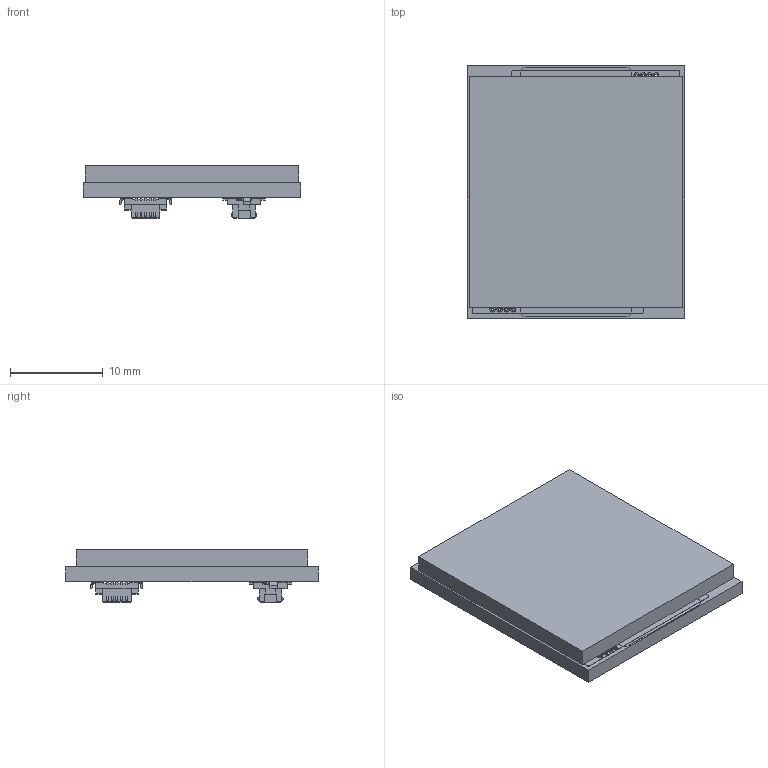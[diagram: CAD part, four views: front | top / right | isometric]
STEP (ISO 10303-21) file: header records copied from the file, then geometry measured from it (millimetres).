
FILE_DESCRIPTION(('KiCad electronic assembly'),'2;1');
FILE_NAME('SOLE_SOL.step','2024-09-23T16:37:03',('Pcbnew'),('Kicad'), 'Open CASCADE STEP processor 7.8','KiCad to STEP converter','Unknown' );
FILE_SCHEMA(('AUTOMOTIVE_DESIGN { 1 0 10303 214 1 1 1 1 }'));
Length unit declared in the file: millimetre
Products named in the file (84): SOLE_SOL 1; SolarCell; Box; DF12_3.0_-10DS-0.5V_51_; DF12NB_3_0_-10DS.stp; SOLE_SOL_zone_1; SOLE_SOL_zone_2; SOLE_SOL_zone_3; SOLE_SOL_zone_4; SOLE_SOL_pad_1; SOLE_SOL_pad_2; SOLE_SOL_pad_3; SOLE_SOL_pad_4; SOLE_SOL_pad_5; SOLE_SOL_pad_6; SOLE_SOL_pad_7; SOLE_SOL_pad_8; SOLE_SOL_pad_9; SOLE_SOL_pad_10; SOLE_SOL_pad_11; SOLE_SOL_pad_12; SOLE_SOL_pad_13; SOLE_SOL_pad_14; SOLE_SOL_pad_15; SOLE_SOL_pad_16; SOLE_SOL_pad_17; SOLE_SOL_pad_18; SOLE_SOL_pad_19; SOLE_SOL_pad_20; SOLE_SOL_pad_21; SOLE_SOL_pad_22; SOLE_SOL_pad_23; SOLE_SOL_pad_24; SOLE_SOL_pad_25; SOLE_SOL_pad_26; SOLE_SOL_pad_27; SOLE_SOL_pad_28; SOLE_SOL_pad_29; SOLE_SOL_pad_30; SOLE_SOL_pad_31 ...
Assembly tree (84 placements, depth 3):
  SOLE_SOL 1
    SolarCell
      Box
    DF12_3.0_-10DS-0.5V_51_  x2
      DF12NB_3_0_-10DS.stp
    SOLE_SOL_zone_1
    SOLE_SOL_zone_2
    SOLE_SOL_zone_3
    SOLE_SOL_zone_4
    SOLE_SOL_pad_1
    SOLE_SOL_pad_2
    SOLE_SOL_pad_3
    SOLE_SOL_pad_4
    SOLE_SOL_pad_5
    SOLE_SOL_pad_6
    SOLE_SOL_pad_7
    SOLE_SOL_pad_8
    SOLE_SOL_pad_9
    SOLE_SOL_pad_10
    SOLE_SOL_pad_11
    SOLE_SOL_pad_12
    SOLE_SOL_pad_13
    SOLE_SOL_pad_14
    SOLE_SOL_pad_15
    SOLE_SOL_pad_16
    SOLE_SOL_pad_17
    SOLE_SOL_pad_18
    SOLE_SOL_pad_19
    SOLE_SOL_pad_20
    SOLE_SOL_pad_21
    SOLE_SOL_pad_22
    SOLE_SOL_pad_23
    SOLE_SOL_pad_24
    SOLE_SOL_pad_25
    SOLE_SOL_pad_26
    SOLE_SOL_pad_27
    SOLE_SOL_pad_28
    SOLE_SOL_pad_29
    SOLE_SOL_pad_30
    SOLE_SOL_pad_31
    SOLE_SOL_pad_32
    SOLE_SOL_pad_33
    SOLE_SOL_pad_34
    SOLE_SOL_pad_35
    SOLE_SOL_pad_36
    SOLE_SOL_pad_37
    SOLE_SOL_pad_38
    SOLE_SOL_pad_39
    SOLE_SOL_pad_40
    SOLE_SOL_pad_41
    SOLE_SOL_pad_42
    SOLE_SOL_pad_43
    SOLE_SOL_pad_44
    SOLE_SOL_pad_45
    SOLE_SOL_pad_46
    SOLE_SOL_pad_47
    SOLE_SOL_pad_48
    SOLE_SOL_pad_49
    SOLE_SOL_pad_50
    SOLE_SOL_pad_51
Bounding box: 23.42 x 27.23 x 5.7 mm (x, y, z)
Volume: 2126.9 mm3; surface area: 4632.6 mm2
Topology: 82 solids, 82 shells, 1410 faces, 3626 edges, 2404 vertices
Faces by surface type: plane 1170, cylinder 240
Full cylindrical faces by diameter (mm): 0.25 x80, 0.3 x32, 0.6 x32
Entity records: 33596 total; most frequent: CARTESIAN_POINT 5535, DIRECTION 5314, ORIENTED_EDGE 5276, EDGE_CURVE 2638, LINE 2252, VECTOR 2252, VERTEX_POINT 1752, AXIS2_PLACEMENT_3D 1531
